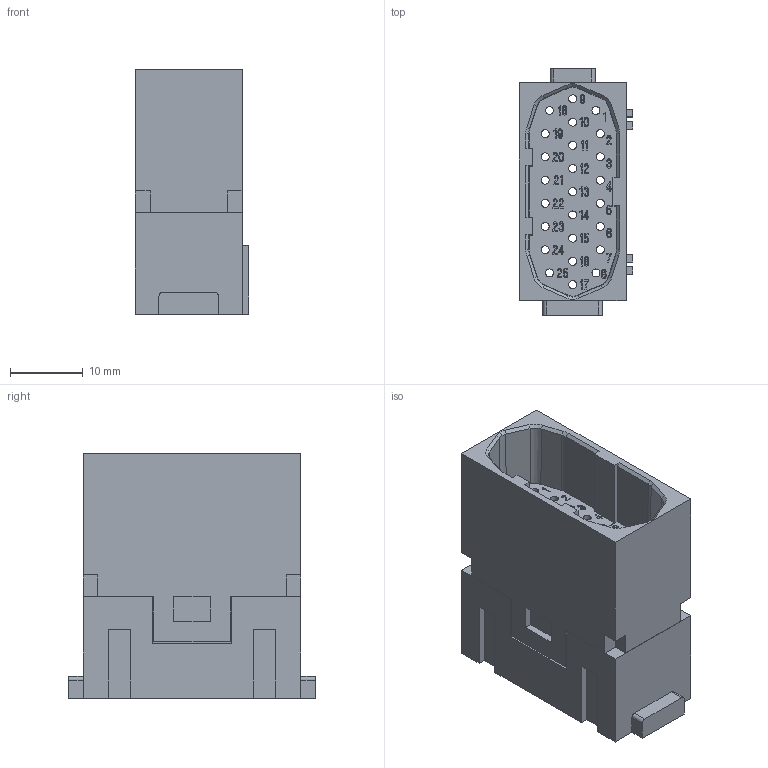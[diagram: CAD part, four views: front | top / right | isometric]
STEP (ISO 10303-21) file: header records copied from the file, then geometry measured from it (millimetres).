
FILE_DESCRIPTION(('CoCreate Modeling STEP Export'),'2;1');
FILE_NAME('CX 25 IM.stp','2011-02-14T14:21:06',(''),(''),'CoCreate Modeling STEP processor for AP214 (Solid Model)','CoCreate Modeling 16.00A 16-Aug-2008 (C) Parametric Technology GmbH','');
FILE_SCHEMA(('AUTOMOTIVE_DESIGN { 1 0 10303 214 1 1 1 1 }'));
Products named in the file (2): CX_25_IM
Assembly tree (1 placements, depth 2):
  CX_25_IM
    CX_25_IM
Bounding box: 15.6 x 34 x 33.7 mm (x, y, z)
Volume: 6734.9 mm3; surface area: 8320.9 mm2
Topology: 1 solids, 1 shells, 3424 faces, 9728 edges, 6480 vertices
Faces by surface type: plane 3112, cylinder 181, cone 122, extrusion 9
Entity records: 111341 total; most frequent: ORIENTED_EDGE 19456, CARTESIAN_POINT 19340, DIRECTION 16093, EDGE_CURVE 9728, VECTOR 9105, LINE 9096, VERTEX_POINT 6480, EDGE_LOOP 3652
